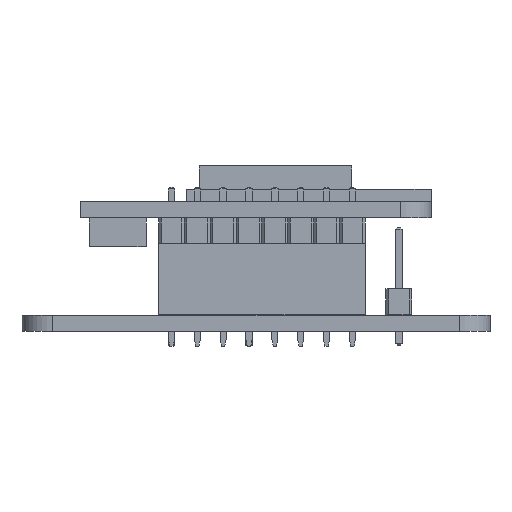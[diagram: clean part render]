
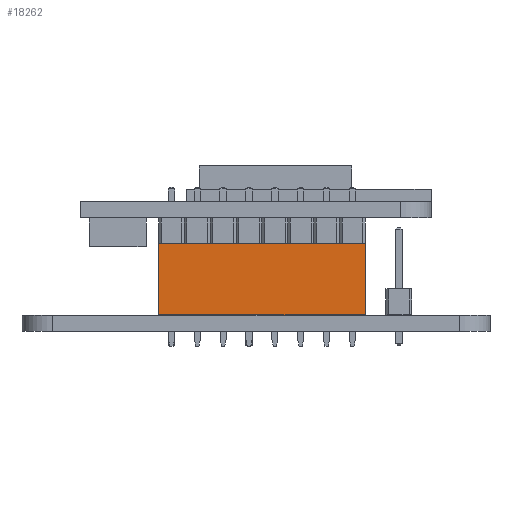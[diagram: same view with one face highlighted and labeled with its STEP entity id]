
A CAD part, left-side view. The second image highlights one B-rep face of the part: STEP entity #18262.
In plain terms, the highlighted face is planar.
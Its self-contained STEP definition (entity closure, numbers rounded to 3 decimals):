
#18262 = ADVANCED_FACE('',(#18263),#18277,.F.);
#18263 = FACE_BOUND('',#18264,.F.);
#18264 = EDGE_LOOP('',(#18265,#18300,#18328,#18356));
#18265 = ORIENTED_EDGE('',*,*,#18266,.T.);
#18266 = EDGE_CURVE('',#18267,#18269,#18271,.T.);
#18267 = VERTEX_POINT('',#18268);
#18268 = CARTESIAN_POINT('',(1.27,-19.05,0.));
#18269 = VERTEX_POINT('',#18270);
#18270 = CARTESIAN_POINT('',(1.27,-19.05,7.));
#18271 = SURFACE_CURVE('',#18272,(#18276,#18288),.PCURVE_S1.);
#18272 = LINE('',#18273,#18274);
#18273 = CARTESIAN_POINT('',(1.27,-19.05,0.));
#18274 = VECTOR('',#18275,1.);
#18275 = DIRECTION('',(0.,0.,1.));
#18276 = PCURVE('',#18277,#18282);
#18277 = PLANE('',#18278);
#18278 = AXIS2_PLACEMENT_3D('',#18279,#18280,#18281);
#18279 = CARTESIAN_POINT('',(1.27,-19.05,0.));
#18280 = DIRECTION('',(-1.,0.,0.));
#18281 = DIRECTION('',(0.,1.,0.));
#18282 = DEFINITIONAL_REPRESENTATION('',(#18283),#18287);
#18283 = LINE('',#18284,#18285);
#18284 = CARTESIAN_POINT('',(0.,0.));
#18285 = VECTOR('',#18286,1.);
#18286 = DIRECTION('',(0.,-1.));
#18287 = ( GEOMETRIC_REPRESENTATION_CONTEXT(2) 
PARAMETRIC_REPRESENTATION_CONTEXT() REPRESENTATION_CONTEXT('2D SPACE',''
  ) );
#18288 = PCURVE('',#18289,#18294);
#18289 = PLANE('',#18290);
#18290 = AXIS2_PLACEMENT_3D('',#18291,#18292,#18293);
#18291 = CARTESIAN_POINT('',(-1.27,-19.05,0.));
#18292 = DIRECTION('',(0.,1.,0.));
#18293 = DIRECTION('',(1.,0.,0.));
#18294 = DEFINITIONAL_REPRESENTATION('',(#18295),#18299);
#18295 = LINE('',#18296,#18297);
#18296 = CARTESIAN_POINT('',(2.54,0.));
#18297 = VECTOR('',#18298,1.);
#18298 = DIRECTION('',(0.,-1.));
#18299 = ( GEOMETRIC_REPRESENTATION_CONTEXT(2) 
PARAMETRIC_REPRESENTATION_CONTEXT() REPRESENTATION_CONTEXT('2D SPACE',''
  ) );
#18300 = ORIENTED_EDGE('',*,*,#18301,.T.);
#18301 = EDGE_CURVE('',#18269,#18302,#18304,.T.);
#18302 = VERTEX_POINT('',#18303);
#18303 = CARTESIAN_POINT('',(1.27,1.27,7.));
#18304 = SURFACE_CURVE('',#18305,(#18309,#18316),.PCURVE_S1.);
#18305 = LINE('',#18306,#18307);
#18306 = CARTESIAN_POINT('',(1.27,-19.05,7.));
#18307 = VECTOR('',#18308,1.);
#18308 = DIRECTION('',(0.,1.,0.));
#18309 = PCURVE('',#18277,#18310);
#18310 = DEFINITIONAL_REPRESENTATION('',(#18311),#18315);
#18311 = LINE('',#18312,#18313);
#18312 = CARTESIAN_POINT('',(0.,-7.));
#18313 = VECTOR('',#18314,1.);
#18314 = DIRECTION('',(1.,0.));
#18315 = ( GEOMETRIC_REPRESENTATION_CONTEXT(2) 
PARAMETRIC_REPRESENTATION_CONTEXT() REPRESENTATION_CONTEXT('2D SPACE',''
  ) );
#18316 = PCURVE('',#18317,#18322);
#18317 = PLANE('',#18318);
#18318 = AXIS2_PLACEMENT_3D('',#18319,#18320,#18321);
#18319 = CARTESIAN_POINT('',(1.27,-19.05,7.));
#18320 = DIRECTION('',(0.,0.,-1.));
#18321 = DIRECTION('',(0.,-1.,0.));
#18322 = DEFINITIONAL_REPRESENTATION('',(#18323),#18327);
#18323 = LINE('',#18324,#18325);
#18324 = CARTESIAN_POINT('',(0.,0.));
#18325 = VECTOR('',#18326,1.);
#18326 = DIRECTION('',(-1.,0.));
#18327 = ( GEOMETRIC_REPRESENTATION_CONTEXT(2) 
PARAMETRIC_REPRESENTATION_CONTEXT() REPRESENTATION_CONTEXT('2D SPACE',''
  ) );
#18328 = ORIENTED_EDGE('',*,*,#18329,.F.);
#18329 = EDGE_CURVE('',#18330,#18302,#18332,.T.);
#18330 = VERTEX_POINT('',#18331);
#18331 = CARTESIAN_POINT('',(1.27,1.27,0.));
#18332 = SURFACE_CURVE('',#18333,(#18337,#18344),.PCURVE_S1.);
#18333 = LINE('',#18334,#18335);
#18334 = CARTESIAN_POINT('',(1.27,1.27,0.));
#18335 = VECTOR('',#18336,1.);
#18336 = DIRECTION('',(0.,0.,1.));
#18337 = PCURVE('',#18277,#18338);
#18338 = DEFINITIONAL_REPRESENTATION('',(#18339),#18343);
#18339 = LINE('',#18340,#18341);
#18340 = CARTESIAN_POINT('',(20.32,0.));
#18341 = VECTOR('',#18342,1.);
#18342 = DIRECTION('',(0.,-1.));
#18343 = ( GEOMETRIC_REPRESENTATION_CONTEXT(2) 
PARAMETRIC_REPRESENTATION_CONTEXT() REPRESENTATION_CONTEXT('2D SPACE',''
  ) );
#18344 = PCURVE('',#18345,#18350);
#18345 = PLANE('',#18346);
#18346 = AXIS2_PLACEMENT_3D('',#18347,#18348,#18349);
#18347 = CARTESIAN_POINT('',(1.27,1.27,0.));
#18348 = DIRECTION('',(0.,-1.,0.));
#18349 = DIRECTION('',(-1.,0.,0.));
#18350 = DEFINITIONAL_REPRESENTATION('',(#18351),#18355);
#18351 = LINE('',#18352,#18353);
#18352 = CARTESIAN_POINT('',(0.,0.));
#18353 = VECTOR('',#18354,1.);
#18354 = DIRECTION('',(0.,-1.));
#18355 = ( GEOMETRIC_REPRESENTATION_CONTEXT(2) 
PARAMETRIC_REPRESENTATION_CONTEXT() REPRESENTATION_CONTEXT('2D SPACE',''
  ) );
#18356 = ORIENTED_EDGE('',*,*,#18357,.F.);
#18357 = EDGE_CURVE('',#18267,#18330,#18358,.T.);
#18358 = SURFACE_CURVE('',#18359,(#18363,#18370),.PCURVE_S1.);
#18359 = LINE('',#18360,#18361);
#18360 = CARTESIAN_POINT('',(1.27,-19.05,0.));
#18361 = VECTOR('',#18362,1.);
#18362 = DIRECTION('',(0.,1.,0.));
#18363 = PCURVE('',#18277,#18364);
#18364 = DEFINITIONAL_REPRESENTATION('',(#18365),#18369);
#18365 = LINE('',#18366,#18367);
#18366 = CARTESIAN_POINT('',(0.,0.));
#18367 = VECTOR('',#18368,1.);
#18368 = DIRECTION('',(1.,0.));
#18369 = ( GEOMETRIC_REPRESENTATION_CONTEXT(2) 
PARAMETRIC_REPRESENTATION_CONTEXT() REPRESENTATION_CONTEXT('2D SPACE',''
  ) );
#18370 = PCURVE('',#18371,#18376);
#18371 = PLANE('',#18372);
#18372 = AXIS2_PLACEMENT_3D('',#18373,#18374,#18375);
#18373 = CARTESIAN_POINT('',(1.27,-19.05,0.));
#18374 = DIRECTION('',(0.,0.,-1.));
#18375 = DIRECTION('',(0.,-1.,0.));
#18376 = DEFINITIONAL_REPRESENTATION('',(#18377),#18381);
#18377 = LINE('',#18378,#18379);
#18378 = CARTESIAN_POINT('',(0.,0.));
#18379 = VECTOR('',#18380,1.);
#18380 = DIRECTION('',(-1.,0.));
#18381 = ( GEOMETRIC_REPRESENTATION_CONTEXT(2) 
PARAMETRIC_REPRESENTATION_CONTEXT() REPRESENTATION_CONTEXT('2D SPACE',''
  ) );
